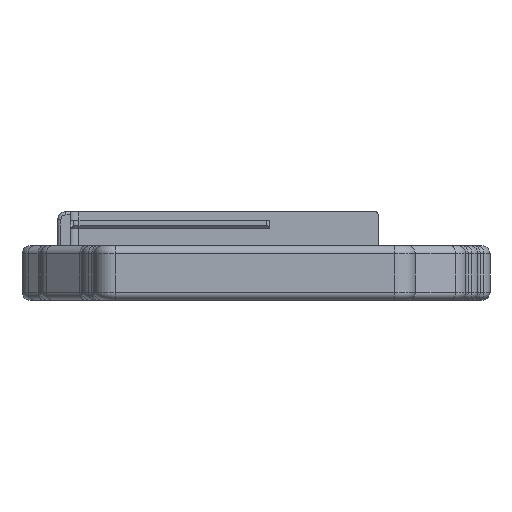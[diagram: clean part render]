
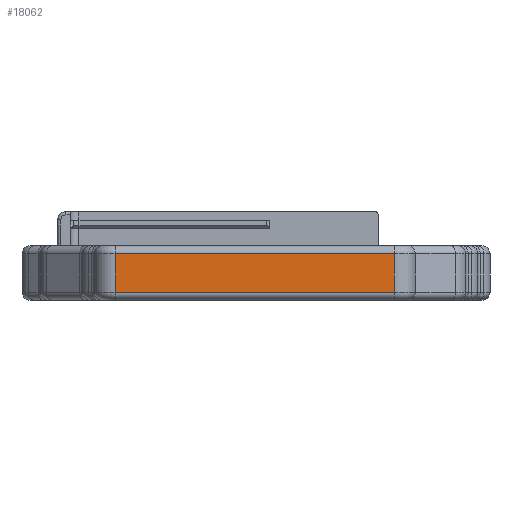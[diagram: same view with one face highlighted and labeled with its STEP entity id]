
A CAD part, left-side view. The second image highlights one B-rep face of the part: STEP entity #18062.
In plain terms, the highlighted planar face has unit normal (-1, 0, 0).
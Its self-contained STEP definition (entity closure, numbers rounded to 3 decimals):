
#332=PLANE('',#19322);
#836=FACE_OUTER_BOUND('',#1869,.T.);
#1869=EDGE_LOOP('',(#12482,#12483,#12484,#12485));
#2963=LINE('',#27335,#4599);
#2985=LINE('',#27464,#4621);
#3072=LINE('',#27806,#4708);
#3083=LINE('',#27886,#4719);
#4599=VECTOR('',#21368,10.);
#4621=VECTOR('',#21520,10.);
#4708=VECTOR('',#21867,10.);
#4719=VECTOR('',#21978,10.);
#7393=VERTEX_POINT('',#27325);
#7395=VERTEX_POINT('',#27331);
#7438=VERTEX_POINT('',#27462);
#7561=VERTEX_POINT('',#27797);
#9203=EDGE_CURVE('',#7393,#7395,#2963,.T.);
#9268=EDGE_CURVE('',#7393,#7438,#2985,.T.);
#9440=EDGE_CURVE('',#7561,#7438,#3072,.T.);
#9480=EDGE_CURVE('',#7395,#7561,#3083,.T.);
#12482=ORIENTED_EDGE('',*,*,#9203,.F.);
#12483=ORIENTED_EDGE('',*,*,#9268,.T.);
#12484=ORIENTED_EDGE('',*,*,#9440,.F.);
#12485=ORIENTED_EDGE('',*,*,#9480,.F.);
#18062=ADVANCED_FACE('',(#836),#332,.T.);
#19322=AXIS2_PLACEMENT_3D('',#27885,#21976,#21977);
#21368=DIRECTION('',(0.,1.,0.));
#21520=DIRECTION('',(0.,0.,1.));
#21867=DIRECTION('',(0.,-1.,0.));
#21976=DIRECTION('center_axis',(-1.,0.,0.));
#21977=DIRECTION('ref_axis',(0.,-1.,0.));
#21978=DIRECTION('',(0.,0.,1.));
#27325=CARTESIAN_POINT('',(-142.2,16.193,1.6));
#27331=CARTESIAN_POINT('',(-142.2,69.593,1.6));
#27335=CARTESIAN_POINT('',(-142.2,56.118,1.6));
#27462=CARTESIAN_POINT('',(-142.2,16.193,8.9));
#27464=CARTESIAN_POINT('',(-142.2,16.193,0.));
#27797=CARTESIAN_POINT('',(-142.2,69.593,8.9));
#27806=CARTESIAN_POINT('',(-142.2,56.118,8.9));
#27885=CARTESIAN_POINT('Origin',(-142.2,69.593,0.));
#27886=CARTESIAN_POINT('',(-142.2,69.593,0.));
